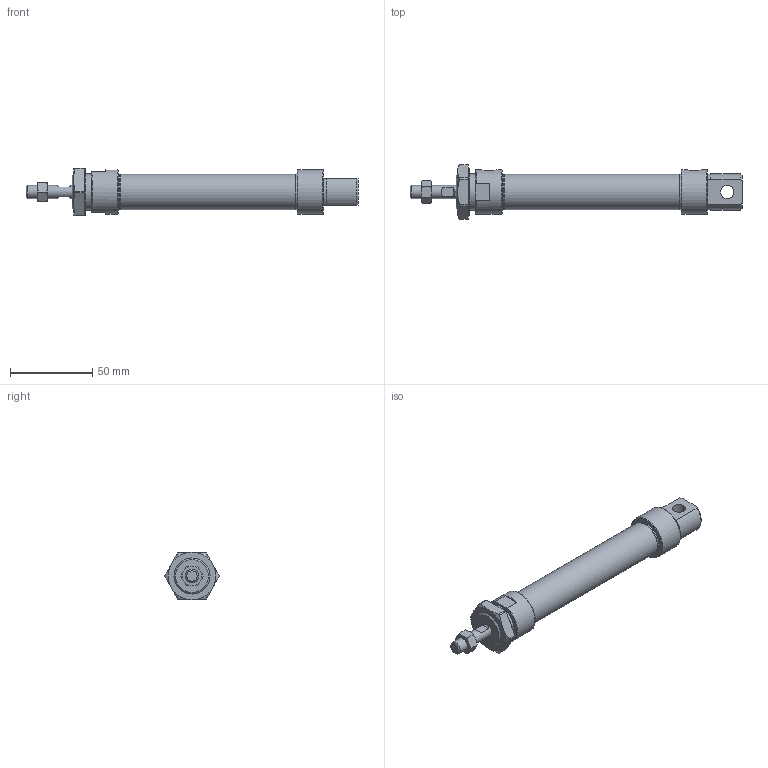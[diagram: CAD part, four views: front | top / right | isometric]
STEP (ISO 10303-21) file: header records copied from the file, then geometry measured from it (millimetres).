
FILE_DESCRIPTION( ( 'STEP AP214' ), '1' );
FILE_NAME( 'MA20x65SCA_0_+__.stp', ' ', ( ' ' ), ( ' ' ), 'PSStep 15.0.47', 'PARTsolutions', ' ' );
FILE_SCHEMA( ( 'AUTOMOTIVE_DESIGN { 1 0 10303 214 1 1 1 1 }' ) );
Length unit declared in the file: millimetre
Products named in the file (5): MA20x65SCA(0)+(); _20MA65 Body; _20MA65 Rod; _20 MA Nut; _20 MA Nut1
Assembly tree (4 placements, depth 2):
  MA20x65SCA(0)+()
    _20MA65 Body
    _20MA65 Rod
    _20 MA Nut
    _20 MA Nut1
Bounding box: 202 x 33 x 29 mm (x, y, z)
Volume: 53934.8 mm3; surface area: 29125.7 mm2
Topology: 4 solids, 4 shells, 109 faces, 235 edges, 147 vertices
Faces by surface type: plane 46, cone 32, cylinder 26, torus 5
Full cylindrical faces by diameter (mm): 6.647 x1, 8 x3, 8.566 x2, 19.5 x1, 20 x1, 20.376 x1, 21.4 x3, 22 x1, 27 x2, 28.4 x1
Entity records: 4018 total; most frequent: CARTESIAN_POINT 844, DIRECTION 472, ORIENTED_EDGE 404, AXIS2_PLACEMENT_3D 208, EDGE_CURVE 202, EDGE_LOOP 156, VERTEX_POINT 142, FACE_OUTER_BOUND 128
